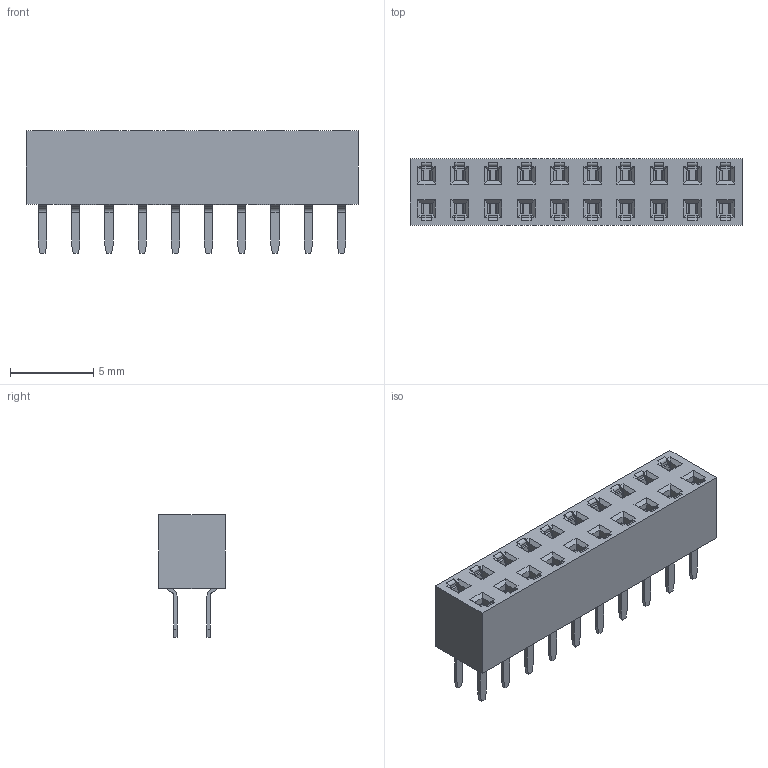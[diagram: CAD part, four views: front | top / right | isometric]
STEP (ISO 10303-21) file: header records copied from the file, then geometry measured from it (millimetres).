
FILE_DESCRIPTION( ('This file contains a STEP AP42 implementation' ,'as created by ZW3D STEP Interface translator.') ,'2;1' );
FILE_NAME( '2245-2XXSXXDUNTX.stp' ,'23 417. 84324', (''), ('ZWCAD Software Co.'), 'Version 1.0', 'ZW3D to STEP translator', '' );
FILE_SCHEMA(('AUTOMOTIVE_DESIGN { 1 0 10303 214 1 1 1 1 }'));
Length unit declared in the file: millimetre
Products named in the file (2): 0; 2245-212SXXDUNTX
Bounding box: 20 x 4 x 7.4 mm (x, y, z)
Volume: 275.1 mm3; surface area: 1113.6 mm2
Topology: 1 solids, 1 shells, 2012 faces, 5864 edges, 3888 vertices
Faces by surface type: plane 1272, cylinder 740
Entity records: 69766 total; most frequent: CARTESIAN_POINT 14435, ORIENTED_EDGE 11788, DIRECTION 10362, EDGE_CURVE 5874, VECTOR 3892, LINE 3892, VERTEX_POINT 3888, AXIS2_PLACEMENT_3D 3235
